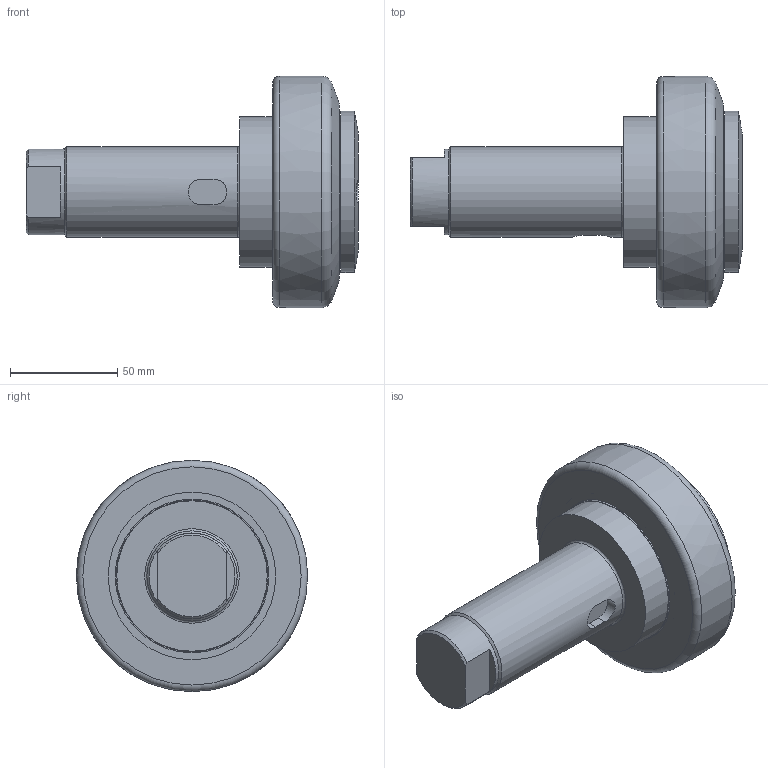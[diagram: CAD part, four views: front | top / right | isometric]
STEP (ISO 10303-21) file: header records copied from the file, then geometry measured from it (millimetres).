
FILE_DESCRIPTION(/* description */ ('-'),/* implementation_level */ '2;1');
FILE_NAME(/* name */ 'ALFATEC_TR110-1360.stp',/* time_stamp */ '2021-01-27T10:07:45+01:00',/* author */ ('kstaebler'),/* organization */ (''),/* preprocessor_version */ 'ST-DEVELOPER v18.1',/* originating_system */ 'Autodesk Inventor 2020',/* authorisation */ '');
FILE_SCHEMA (('AUTOMOTIVE_DESIGN { 1 0 10303 214 3 1 1 }'));
Length unit declared in the file: millimetre
Products named in the file (1): TR 110.1360_Kontur
Bounding box: 154.5 x 107.65 x 107.67 mm (x, y, z)
Volume: 466176 mm3; surface area: 67224.3 mm2
Topology: 1 solids, 1 shells, 91 faces, 246 edges, 165 vertices
Faces by surface type: plane 47, cylinder 31, cone 7, torus 5, bspline 1
Full cylindrical faces by diameter (mm): 3 x2, 10 x2, 10.4 x2, 40 x1, 42 x1, 69.3 x1, 70 x1, 70.5 x1, 71.5 x1, 71.6 x2, 75 x1, 77 x2, 78 x2, 79 x2
Entity records: 3340 total; most frequent: CARTESIAN_POINT 753, DIRECTION 549, ORIENTED_EDGE 496, EDGE_CURVE 248, AXIS2_PLACEMENT_3D 231, VERTEX_POINT 165, CIRCLE 140, EDGE_LOOP 107
